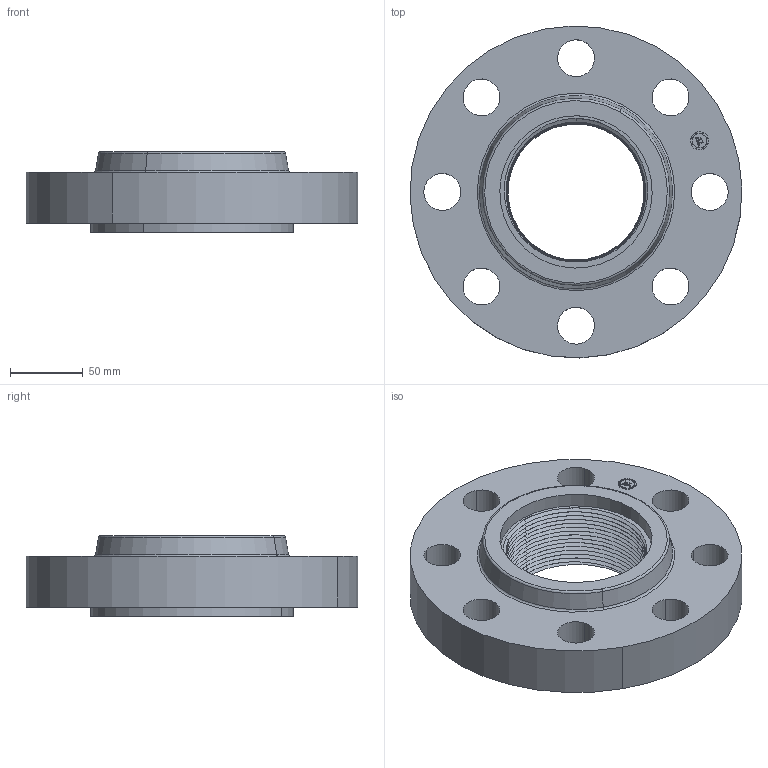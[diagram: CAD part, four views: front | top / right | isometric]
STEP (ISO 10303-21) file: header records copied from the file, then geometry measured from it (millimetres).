
FILE_DESCRIPTION(('3D STEP'),'2;1');
FILE_NAME('3.5-600-THREADED-RF-FLANGE.stp','2013-09-07T22:32:07+00:00',('Texas Flange'),(''),'CATIA Version 5 Release 20 SP 6 (IN-10)','CATIA V5 STEP AP214','800-826-3801');
FILE_SCHEMA(('AUTOMOTIVE_DESIGN { 1 0 10303 214 1 1 1 1 }'));
Length unit declared in the file: inch
Products named in the file (1): 3.5-600-THREADED-RF-FLANGE
Bounding box: 228.54 x 228.54 x 55.63 mm (x, y, z)
Volume: 1159509.8 mm3; surface area: 143597.3 mm2
Topology: 1 solids, 1 shells, 569 faces, 1521 edges, 974 vertices
Faces by surface type: plane 370, bspline 121, cylinder 42, cone 32, torus 4
Entity records: 22632 total; most frequent: CARTESIAN_POINT 7092, ORIENTED_EDGE 3042, DIRECTION 1957, EDGE_CURVE 1521, VECTOR 1117, LINE 1117, VERTEX_POINT 974, EDGE_LOOP 607
